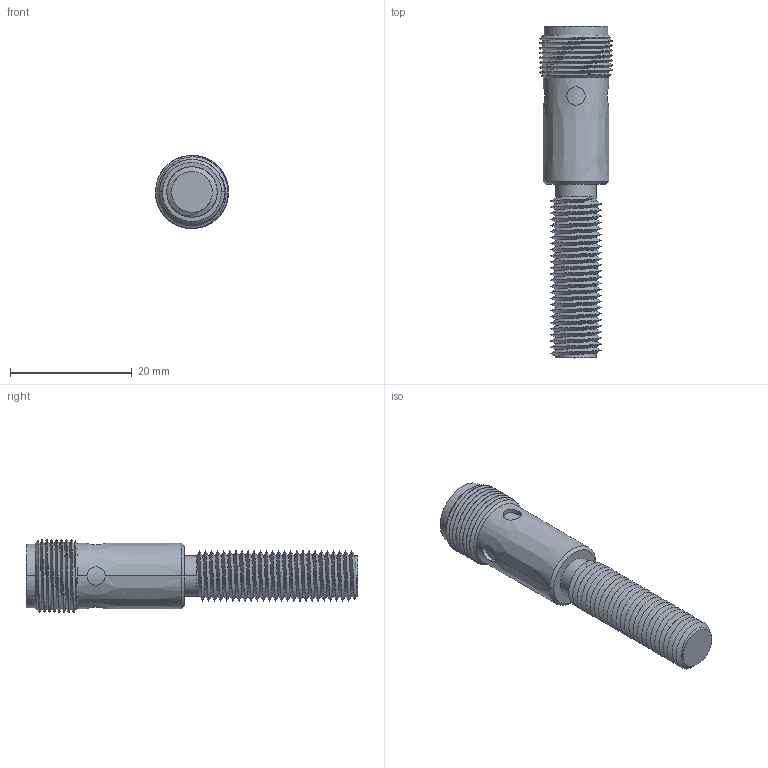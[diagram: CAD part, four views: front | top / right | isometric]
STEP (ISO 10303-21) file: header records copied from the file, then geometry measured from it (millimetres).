
FILE_DESCRIPTION(('FreeCAD Model'),'2;1');
FILE_NAME('FCU1-0801X-XRS4.stp','2021-12-07T13:43:07',( 'Author'),(''),'Open CASCADE STEP processor 7.3','FreeCAD','Unknown' );
FILE_SCHEMA(('AUTOMOTIVE_DESIGN { 1 0 10303 214 1 1 1 1 }'));
Length unit declared in the file: millimetre
Products named in the file (1): FCU1-0801X-XRS4
Bounding box: 12 x 54.5 x 12 mm (x, y, z)
Volume: 3334.8 mm3; surface area: 2803.2 mm2
Topology: 1 solids, 1 shells, 113 faces, 309 edges, 199 vertices
Faces by surface type: bspline 113
Entity records: 26130 total; most frequent: CARTESIAN_POINT 21534, B_SPLINE_CURVE_WITH_KNOTS 754, ORIENTED_EDGE 602, PCURVE 602, DEFINITIONAL_REPRESENTATION 602, EDGE_CURVE 301, SURFACE_CURVE 301, VERTEX_POINT 199
